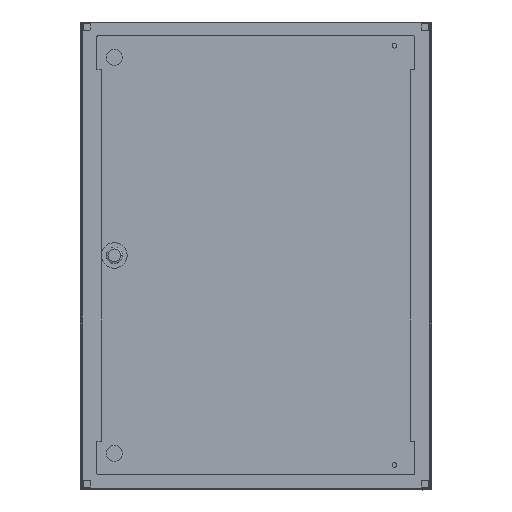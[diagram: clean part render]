
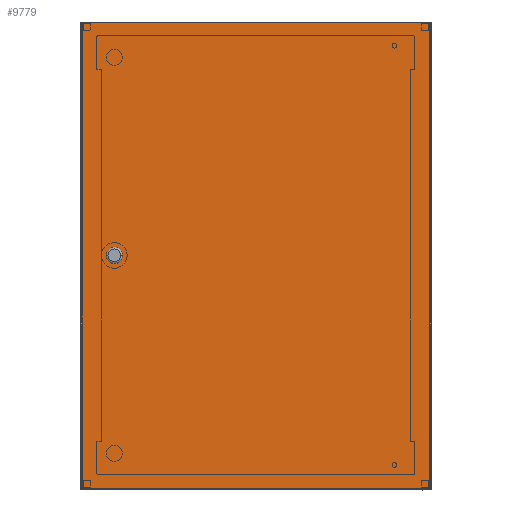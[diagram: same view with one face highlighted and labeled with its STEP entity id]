
A CAD part, top view. The second image highlights one B-rep face of the part: STEP entity #9779.
In plain terms, the highlighted face is planar.
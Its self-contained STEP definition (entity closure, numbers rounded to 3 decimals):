
#29 = EDGE_CURVE ( 'NONE', #191, #4972, #11800, .T. ) ;
#136 = CARTESIAN_POINT ( 'NONE',  ( 242.5, 0., 0. ) ) ;
#191 = VERTEX_POINT ( 'NONE', #12927 ) ;
#348 = VERTEX_POINT ( 'NONE', #3200 ) ;
#578 = LINE ( 'NONE', #1588, #8031 ) ;
#932 = ORIENTED_EDGE ( 'NONE', *, *, #11062, .F. ) ;
#1069 = DIRECTION ( 'NONE',  ( -1., 0., 0. ) ) ;
#1517 = CARTESIAN_POINT ( 'NONE',  ( -297.5, 399.25, 0. ) ) ;
#1538 = EDGE_CURVE ( 'NONE', #4972, #191, #9860, .T. ) ;
#1559 = CARTESIAN_POINT ( 'NONE',  ( -297.5, 399.25, 0. ) ) ;
#1588 = CARTESIAN_POINT ( 'NONE',  ( 297.5, 399.25, 0. ) ) ;
#2389 = ORIENTED_EDGE ( 'NONE', *, *, #8539, .F. ) ;
#2441 = DIRECTION ( 'NONE',  ( 1., 0., 0. ) ) ;
#2548 = CARTESIAN_POINT ( 'NONE',  ( 297.5, 399.25, 0. ) ) ;
#2549 = CARTESIAN_POINT ( 'NONE',  ( 297.5, -399.25, 0. ) ) ;
#2680 = DIRECTION ( 'NONE',  ( 0., 1., 0. ) ) ;
#3162 = VECTOR ( 'NONE', #9230, 1000. ) ;
#3200 = CARTESIAN_POINT ( 'NONE',  ( -297.5, -399.25, 0. ) ) ;
#3217 = FACE_BOUND ( 'NONE', #4514, .T. ) ;
#3274 = CARTESIAN_POINT ( 'NONE',  ( 228.5, 0., 0. ) ) ;
#3382 = LINE ( 'NONE', #7479, #7625 ) ;
#4024 = ORIENTED_EDGE ( 'NONE', *, *, #1538, .F. ) ;
#4310 = CARTESIAN_POINT ( 'NONE',  ( 297.5, 399.25, 0. ) ) ;
#4441 = DIRECTION ( 'NONE',  ( 0., 0., -1. ) ) ;
#4514 = EDGE_LOOP ( 'NONE', ( #12214, #4024 ) ) ;
#4972 = VERTEX_POINT ( 'NONE', #3274 ) ;
#5284 = PLANE ( 'NONE',  #8786 ) ;
#5577 = EDGE_CURVE ( 'NONE', #348, #9927, #3382, .T. ) ;
#6350 = DIRECTION ( 'NONE',  ( -1., 0., 0. ) ) ;
#7379 = CARTESIAN_POINT ( 'NONE',  ( 0., 0., 0. ) ) ;
#7479 = CARTESIAN_POINT ( 'NONE',  ( 297.5, -399.25, 0. ) ) ;
#7582 = DIRECTION ( 'NONE',  ( 0., -1., 0. ) ) ;
#7625 = VECTOR ( 'NONE', #2441, 1000. ) ;
#7756 = VECTOR ( 'NONE', #7582, 1000. ) ;
#8031 = VECTOR ( 'NONE', #2680, 1000. ) ;
#8368 = VERTEX_POINT ( 'NONE', #1559 ) ;
#8414 = CARTESIAN_POINT ( 'NONE',  ( 242.5, 0., 0. ) ) ;
#8539 = EDGE_CURVE ( 'NONE', #11622, #8368, #10376, .T. ) ;
#8786 = AXIS2_PLACEMENT_3D ( 'NONE', #7379, #11496, #9466 ) ;
#9007 = AXIS2_PLACEMENT_3D ( 'NONE', #8414, #4441, #1069 ) ;
#9230 = DIRECTION ( 'NONE',  ( -1., 0., 0. ) ) ;
#9466 = DIRECTION ( 'NONE',  ( -1., 0., 0. ) ) ;
#9779 = ADVANCED_FACE ( 'NONE', ( #3217, #11428 ), #5284, .T. ) ;
#9860 = CIRCLE ( 'NONE', #12018, 14. ) ;
#9920 = EDGE_CURVE ( 'NONE', #8368, #348, #10622, .T. ) ;
#9927 = VERTEX_POINT ( 'NONE', #2549 ) ;
#10376 = LINE ( 'NONE', #4310, #3162 ) ;
#10534 = DIRECTION ( 'NONE',  ( 0., 0., -1. ) ) ;
#10622 = LINE ( 'NONE', #1517, #7756 ) ;
#11053 = ORIENTED_EDGE ( 'NONE', *, *, #9920, .F. ) ;
#11062 = EDGE_CURVE ( 'NONE', #9927, #11622, #578, .T. ) ;
#11240 = ORIENTED_EDGE ( 'NONE', *, *, #5577, .F. ) ;
#11428 = FACE_OUTER_BOUND ( 'NONE', #12937, .T. ) ;
#11496 = DIRECTION ( 'NONE',  ( 0., 0., -1. ) ) ;
#11622 = VERTEX_POINT ( 'NONE', #2548 ) ;
#11800 = CIRCLE ( 'NONE', #9007, 14. ) ;
#12018 = AXIS2_PLACEMENT_3D ( 'NONE', #136, #10534, #6350 ) ;
#12214 = ORIENTED_EDGE ( 'NONE', *, *, #29, .F. ) ;
#12927 = CARTESIAN_POINT ( 'NONE',  ( 256.5, 0., 0. ) ) ;
#12937 = EDGE_LOOP ( 'NONE', ( #11053, #2389, #932, #11240 ) ) ;
